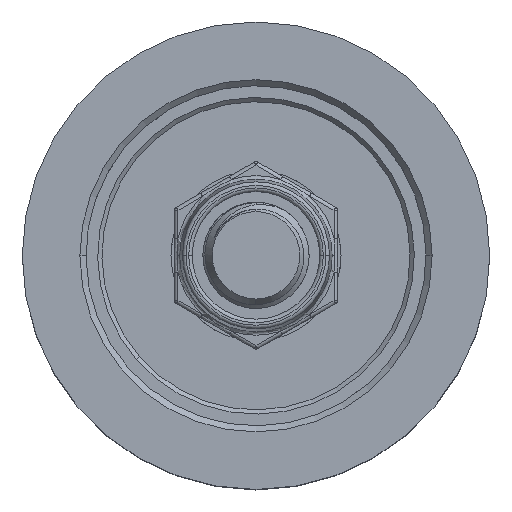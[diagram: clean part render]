
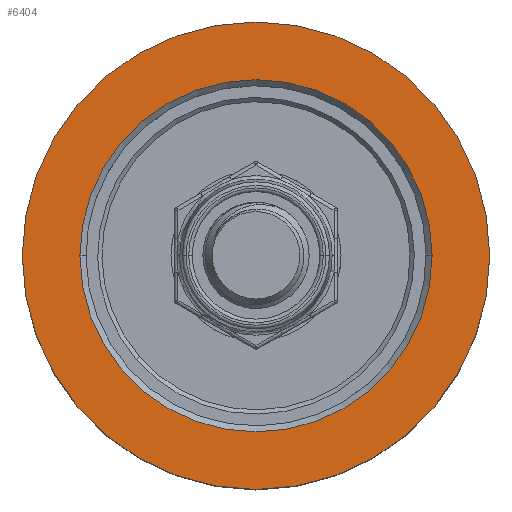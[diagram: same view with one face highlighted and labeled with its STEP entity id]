
A CAD part, top view. The second image highlights one B-rep face of the part: STEP entity #6404.
In plain terms, the highlighted planar face has unit normal (0, 0, 1).
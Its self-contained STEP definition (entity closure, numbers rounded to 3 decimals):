
#150 = ORIENTED_EDGE ( 'NONE', *, *, #1646, .T. ) ;
#240 = DIRECTION ( 'NONE',  ( -1., 0., 0. ) ) ;
#244 = EDGE_CURVE ( 'NONE', #3462, #10807, #5831, .T. ) ;
#268 = EDGE_LOOP ( 'NONE', ( #150, #4000 ) ) ;
#707 = FACE_OUTER_BOUND ( 'NONE', #268, .T. ) ;
#943 = CIRCLE ( 'NONE', #5448, 8.287 ) ;
#1017 = CARTESIAN_POINT ( 'NONE',  ( -11., 0., 6.35 ) ) ;
#1084 = AXIS2_PLACEMENT_3D ( 'NONE', #3122, #9385, #4029 ) ;
#1646 = EDGE_CURVE ( 'NONE', #10807, #3462, #10000, .T. ) ;
#2229 = AXIS2_PLACEMENT_3D ( 'NONE', #4572, #2802, #9076 ) ;
#2802 = DIRECTION ( 'NONE',  ( 0., 0., -1. ) ) ;
#3122 = CARTESIAN_POINT ( 'NONE',  ( 0., 0., 6.35 ) ) ;
#3462 = VERTEX_POINT ( 'NONE', #1017 ) ;
#3568 = AXIS2_PLACEMENT_3D ( 'NONE', #6119, #6092, #6150 ) ;
#3864 = AXIS2_PLACEMENT_3D ( 'NONE', #5038, #11273, #5936 ) ;
#3877 = EDGE_LOOP ( 'NONE', ( #9758, #5970 ) ) ;
#4000 = ORIENTED_EDGE ( 'NONE', *, *, #244, .T. ) ;
#4029 = DIRECTION ( 'NONE',  ( -1., 0., 0. ) ) ;
#4217 = CARTESIAN_POINT ( 'NONE',  ( -8.287, 0., 6.35 ) ) ;
#4572 = CARTESIAN_POINT ( 'NONE',  ( 0., 11., 6.35 ) ) ;
#5038 = CARTESIAN_POINT ( 'NONE',  ( 0., 0., 6.35 ) ) ;
#5448 = AXIS2_PLACEMENT_3D ( 'NONE', #11038, #5713, #240 ) ;
#5487 = PLANE ( 'NONE',  #2229 ) ;
#5713 = DIRECTION ( 'NONE',  ( 0., 0., -1. ) ) ;
#5831 = CIRCLE ( 'NONE', #3568, 11. ) ;
#5926 = VERTEX_POINT ( 'NONE', #4217 ) ;
#5936 = DIRECTION ( 'NONE',  ( 1., 0., 0. ) ) ;
#5970 = ORIENTED_EDGE ( 'NONE', *, *, #8435, .T. ) ;
#6092 = DIRECTION ( 'NONE',  ( 0., 0., 1. ) ) ;
#6119 = CARTESIAN_POINT ( 'NONE',  ( 0., 0., 6.35 ) ) ;
#6150 = DIRECTION ( 'NONE',  ( 1., 0., 0. ) ) ;
#6404 = ADVANCED_FACE ( 'NONE', ( #9432, #707 ), #5487, .F. ) ;
#7702 = EDGE_CURVE ( 'NONE', #9420, #5926, #943, .T. ) ;
#7713 = CARTESIAN_POINT ( 'NONE',  ( 11., 0., 6.35 ) ) ;
#8435 = EDGE_CURVE ( 'NONE', #5926, #9420, #11053, .T. ) ;
#9076 = DIRECTION ( 'NONE',  ( -1., 0., 0. ) ) ;
#9385 = DIRECTION ( 'NONE',  ( 0., 0., -1. ) ) ;
#9420 = VERTEX_POINT ( 'NONE', #11307 ) ;
#9432 = FACE_BOUND ( 'NONE', #3877, .T. ) ;
#9758 = ORIENTED_EDGE ( 'NONE', *, *, #7702, .T. ) ;
#10000 = CIRCLE ( 'NONE', #3864, 11. ) ;
#10807 = VERTEX_POINT ( 'NONE', #7713 ) ;
#11038 = CARTESIAN_POINT ( 'NONE',  ( 0., 0., 6.35 ) ) ;
#11053 = CIRCLE ( 'NONE', #1084, 8.287 ) ;
#11273 = DIRECTION ( 'NONE',  ( 0., 0., 1. ) ) ;
#11307 = CARTESIAN_POINT ( 'NONE',  ( 8.287, 0., 6.35 ) ) ;
